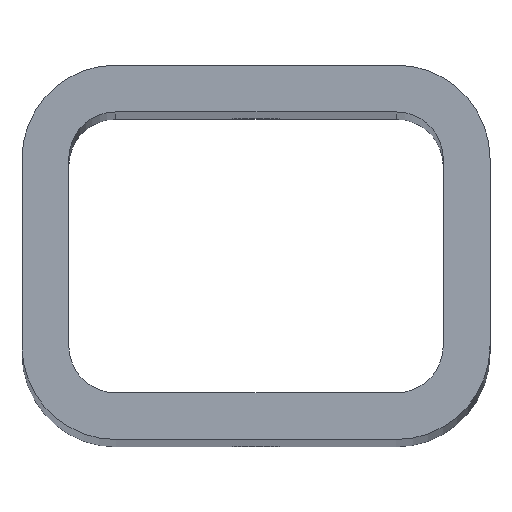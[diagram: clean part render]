
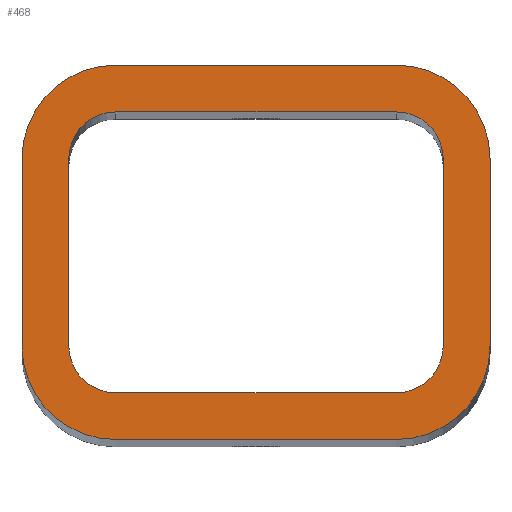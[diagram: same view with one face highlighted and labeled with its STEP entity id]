
A CAD part, top view. The second image highlights one B-rep face of the part: STEP entity #468.
In plain terms, the highlighted planar face has unit normal (0, 0, 1).
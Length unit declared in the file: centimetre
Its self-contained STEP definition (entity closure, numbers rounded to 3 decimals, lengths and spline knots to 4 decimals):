
#5=DIRECTION('',(0.,-1.,0.));
#6=VECTOR('',#5,2.);
#7=CARTESIAN_POINT('',(-2.5,-1.,0.));
#8=LINE('',#7,#6);
#57=CARTESIAN_POINT('',(-1.5,-1.,0.));
#58=DIRECTION('',(0.,0.,1.));
#59=DIRECTION('',(0.,1.,0.));
#60=AXIS2_PLACEMENT_3D('',#57,#58,#59);
#62=DIRECTION('',(1.,0.,0.));
#63=VECTOR('',#62,3.);
#64=CARTESIAN_POINT('',(-1.5,0.,0.));
#65=LINE('',#64,#63);
#66=CARTESIAN_POINT('',(1.5,-1.,0.));
#67=DIRECTION('',(0.,0.,1.));
#68=DIRECTION('',(1.,0.,0.));
#69=AXIS2_PLACEMENT_3D('',#66,#67,#68);
#71=CARTESIAN_POINT('',(1.5,-3.,0.));
#72=DIRECTION('',(0.,0.,1.));
#73=DIRECTION('',(0.,-1.,0.));
#74=AXIS2_PLACEMENT_3D('',#71,#72,#73);
#76=CARTESIAN_POINT('',(-1.5,-3.,0.));
#77=DIRECTION('',(0.,0.,1.));
#78=DIRECTION('',(-1.,0.,0.));
#79=AXIS2_PLACEMENT_3D('',#76,#77,#78);
#81=DIRECTION('',(0.,1.,0.));
#82=VECTOR('',#81,2.);
#83=CARTESIAN_POINT('',(2.,-3.,0.));
#84=LINE('',#83,#82);
#85=DIRECTION('',(-1.,0.,0.));
#86=VECTOR('',#85,3.);
#87=CARTESIAN_POINT('',(1.5,-0.5,0.));
#88=LINE('',#87,#86);
#89=DIRECTION('',(0.,-1.,0.));
#90=VECTOR('',#89,2.);
#91=CARTESIAN_POINT('',(-2.,-1.,0.));
#92=LINE('',#91,#90);
#93=DIRECTION('',(1.,0.,0.));
#94=VECTOR('',#93,3.);
#95=CARTESIAN_POINT('',(-1.5,-3.5,0.));
#96=LINE('',#95,#94);
#131=DIRECTION('',(0.,-1.,0.));
#132=VECTOR('',#131,2.);
#133=CARTESIAN_POINT('',(2.5,-1.,0.));
#134=LINE('',#133,#132);
#143=DIRECTION('',(1.,0.,0.));
#144=VECTOR('',#143,3.);
#145=CARTESIAN_POINT('',(-1.5,-4.,0.));
#146=LINE('',#145,#144);
#209=CARTESIAN_POINT('',(1.5,-3.,0.));
#210=DIRECTION('',(0.,0.,-1.));
#211=DIRECTION('',(1.,0.,0.));
#212=AXIS2_PLACEMENT_3D('',#209,#210,#211);
#227=CARTESIAN_POINT('',(1.5,-1.,0.));
#228=DIRECTION('',(0.,0.,-1.));
#229=DIRECTION('',(0.,1.,0.));
#230=AXIS2_PLACEMENT_3D('',#227,#228,#229);
#237=CARTESIAN_POINT('',(-1.5,-3.,0.));
#238=DIRECTION('',(0.,0.,-1.));
#239=DIRECTION('',(0.,-1.,0.));
#240=AXIS2_PLACEMENT_3D('',#237,#238,#239);
#255=CARTESIAN_POINT('',(-1.5,-1.,0.));
#256=DIRECTION('',(0.,0.,-1.));
#257=DIRECTION('',(-1.,0.,0.));
#258=AXIS2_PLACEMENT_3D('',#255,#256,#257);
#269=CARTESIAN_POINT('',(-1.5,0.,0.));
#270=VERTEX_POINT('',#269);
#271=CARTESIAN_POINT('',(-2.5,-1.,0.));
#272=VERTEX_POINT('',#271);
#273=CARTESIAN_POINT('',(2.5,-1.,0.));
#274=CARTESIAN_POINT('',(1.5,0.,0.));
#275=VERTEX_POINT('',#273);
#276=VERTEX_POINT('',#274);
#285=CARTESIAN_POINT('',(1.5,-4.,0.));
#286=VERTEX_POINT('',#285);
#287=CARTESIAN_POINT('',(2.5,-3.,0.));
#288=VERTEX_POINT('',#287);
#289=CARTESIAN_POINT('',(-2.5,-3.,0.));
#290=CARTESIAN_POINT('',(-1.5,-4.,0.));
#291=VERTEX_POINT('',#289);
#292=VERTEX_POINT('',#290);
#313=CARTESIAN_POINT('',(2.,-3.,0.));
#315=VERTEX_POINT('',#313);
#317=CARTESIAN_POINT('',(1.5,-3.5,0.));
#319=VERTEX_POINT('',#317);
#321=CARTESIAN_POINT('',(1.5,-0.5,0.));
#323=VERTEX_POINT('',#321);
#325=CARTESIAN_POINT('',(2.,-1.,0.));
#327=VERTEX_POINT('',#325);
#329=CARTESIAN_POINT('',(-1.5,-3.5,0.));
#331=VERTEX_POINT('',#329);
#333=CARTESIAN_POINT('',(-2.,-3.,0.));
#335=VERTEX_POINT('',#333);
#337=CARTESIAN_POINT('',(-2.,-1.,0.));
#339=VERTEX_POINT('',#337);
#341=CARTESIAN_POINT('',(-1.5,-0.5,0.));
#343=VERTEX_POINT('',#341);
#430=CARTESIAN_POINT('',(-2.5,0.,0.));
#431=DIRECTION('',(0.,0.,1.));
#432=DIRECTION('',(0.,-1.,0.));
#433=AXIS2_PLACEMENT_3D('',#430,#431,#432);
#434=PLANE('',#433);
#435=ORIENTED_EDGE('',*,*,#370,.F.);
#437=ORIENTED_EDGE('',*,*,#436,.T.);
#439=ORIENTED_EDGE('',*,*,#438,.F.);
#441=ORIENTED_EDGE('',*,*,#440,.T.);
#443=ORIENTED_EDGE('',*,*,#442,.F.);
#445=ORIENTED_EDGE('',*,*,#444,.F.);
#446=ORIENTED_EDGE('',*,*,#421,.F.);
#447=ORIENTED_EDGE('',*,*,#352,.F.);
#448=EDGE_LOOP('',(#435,#437,#439,#441,#443,#445,#446,#447));
#449=FACE_OUTER_BOUND('',#448,.F.);
#451=ORIENTED_EDGE('',*,*,#450,.T.);
#453=ORIENTED_EDGE('',*,*,#452,.F.);
#455=ORIENTED_EDGE('',*,*,#454,.T.);
#457=ORIENTED_EDGE('',*,*,#456,.F.);
#459=ORIENTED_EDGE('',*,*,#458,.T.);
#461=ORIENTED_EDGE('',*,*,#460,.F.);
#463=ORIENTED_EDGE('',*,*,#462,.T.);
#465=ORIENTED_EDGE('',*,*,#464,.F.);
#466=EDGE_LOOP('',(#451,#453,#455,#457,#459,#461,#463,#465));
#467=FACE_BOUND('',#466,.F.);
#468=ADVANCED_FACE('',(#449,#467),#434,.T.);
#61=CIRCLE('',#60,1.);
#70=CIRCLE('',#69,1.);
#75=CIRCLE('',#74,1.);
#80=CIRCLE('',#79,1.);
#213=CIRCLE('',#212,0.5);
#231=CIRCLE('',#230,0.5);
#241=CIRCLE('',#240,0.5);
#259=CIRCLE('',#258,0.5);
#352=EDGE_CURVE('',#272,#291,#8,.T.);
#370=EDGE_CURVE('',#270,#272,#61,.T.);
#421=EDGE_CURVE('',#291,#292,#80,.T.);
#436=EDGE_CURVE('',#270,#276,#65,.T.);
#438=EDGE_CURVE('',#275,#276,#70,.T.);
#440=EDGE_CURVE('',#275,#288,#134,.T.);
#442=EDGE_CURVE('',#286,#288,#75,.T.);
#444=EDGE_CURVE('',#292,#286,#146,.T.);
#450=EDGE_CURVE('',#315,#327,#84,.T.);
#452=EDGE_CURVE('',#323,#327,#231,.T.);
#454=EDGE_CURVE('',#323,#343,#88,.T.);
#456=EDGE_CURVE('',#339,#343,#259,.T.);
#458=EDGE_CURVE('',#339,#335,#92,.T.);
#460=EDGE_CURVE('',#331,#335,#241,.T.);
#462=EDGE_CURVE('',#331,#319,#96,.T.);
#464=EDGE_CURVE('',#315,#319,#213,.T.);
